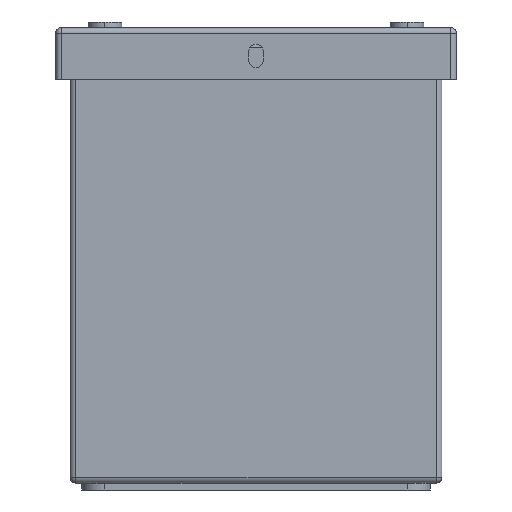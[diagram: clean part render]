
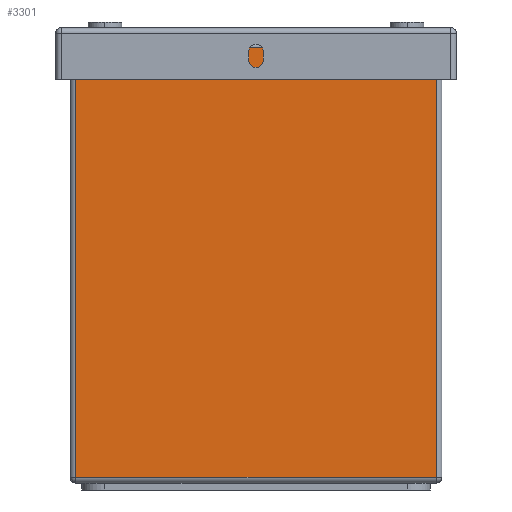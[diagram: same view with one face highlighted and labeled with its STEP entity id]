
A CAD part, left-side view. The second image highlights one B-rep face of the part: STEP entity #3301.
In plain terms, the highlighted planar face has unit normal (-1, 0, 0).
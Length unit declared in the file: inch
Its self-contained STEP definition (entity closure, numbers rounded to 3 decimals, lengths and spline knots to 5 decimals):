
#121 = VECTOR ( 'NONE', #16467, 39.37008 ) ;
#165 = PLANE ( 'NONE',  #8945 ) ;
#387 = DIRECTION ( 'NONE',  ( 0., -1., 0. ) ) ;
#789 = VERTEX_POINT ( 'NONE', #7823 ) ;
#899 = CARTESIAN_POINT ( 'NONE',  ( 0., 3.94, 4.69 ) ) ;
#1130 = LINE ( 'NONE', #17314, #12450 ) ;
#1817 = LINE ( 'NONE', #7449, #121 ) ;
#2453 = CARTESIAN_POINT ( 'NONE',  ( 0., 3.94, 4.75 ) ) ;
#2776 = CARTESIAN_POINT ( 'NONE',  ( 0., 0.06, 0.06 ) ) ;
#2884 = VECTOR ( 'NONE', #387, 39.37008 ) ;
#3256 = ORIENTED_EDGE ( 'NONE', *, *, #14992, .T. ) ;
#3301 = ADVANCED_FACE ( 'NONE', ( #4991 ), #165, .F. ) ;
#3474 = CARTESIAN_POINT ( 'NONE',  ( 0., 3.94, 0.06 ) ) ;
#3554 = DIRECTION ( 'NONE',  ( 0., 0., -1. ) ) ;
#3643 = LINE ( 'NONE', #6751, #16730 ) ;
#3964 = ORIENTED_EDGE ( 'NONE', *, *, #13210, .T. ) ;
#4307 = ORIENTED_EDGE ( 'NONE', *, *, #14801, .F. ) ;
#4991 = FACE_OUTER_BOUND ( 'NONE', #15421, .T. ) ;
#6751 = CARTESIAN_POINT ( 'NONE',  ( 0., 0.06, 4.75 ) ) ;
#7449 = CARTESIAN_POINT ( 'NONE',  ( 0., 3.94, 4.75 ) ) ;
#7823 = CARTESIAN_POINT ( 'NONE',  ( 0., 0.06, 4.69 ) ) ;
#8084 = DIRECTION ( 'NONE',  ( 0., 1., 0. ) ) ;
#8505 = DIRECTION ( 'NONE',  ( 0., 1., 0. ) ) ;
#8945 = AXIS2_PLACEMENT_3D ( 'NONE', #2453, #9542, #8084 ) ;
#9542 = DIRECTION ( 'NONE',  ( 1., 0., 0. ) ) ;
#11736 = CARTESIAN_POINT ( 'NONE',  ( 0., 3.94, 0.06 ) ) ;
#12450 = VECTOR ( 'NONE', #8505, 39.37008 ) ;
#13119 = VERTEX_POINT ( 'NONE', #899 ) ;
#13210 = EDGE_CURVE ( 'NONE', #16095, #14544, #13795, .T. ) ;
#13795 = LINE ( 'NONE', #3474, #2884 ) ;
#14544 = VERTEX_POINT ( 'NONE', #2776 ) ;
#14801 = EDGE_CURVE ( 'NONE', #789, #14544, #3643, .T. ) ;
#14992 = EDGE_CURVE ( 'NONE', #789, #13119, #1130, .T. ) ;
#15421 = EDGE_LOOP ( 'NONE', ( #4307, #3256, #18388, #3964 ) ) ;
#16095 = VERTEX_POINT ( 'NONE', #11736 ) ;
#16467 = DIRECTION ( 'NONE',  ( 0., 0., -1. ) ) ;
#16730 = VECTOR ( 'NONE', #3554, 39.37008 ) ;
#17151 = EDGE_CURVE ( 'NONE', #13119, #16095, #1817, .T. ) ;
#17314 = CARTESIAN_POINT ( 'NONE',  ( 0., 3.94, 4.69 ) ) ;
#18388 = ORIENTED_EDGE ( 'NONE', *, *, #17151, .T. ) ;
